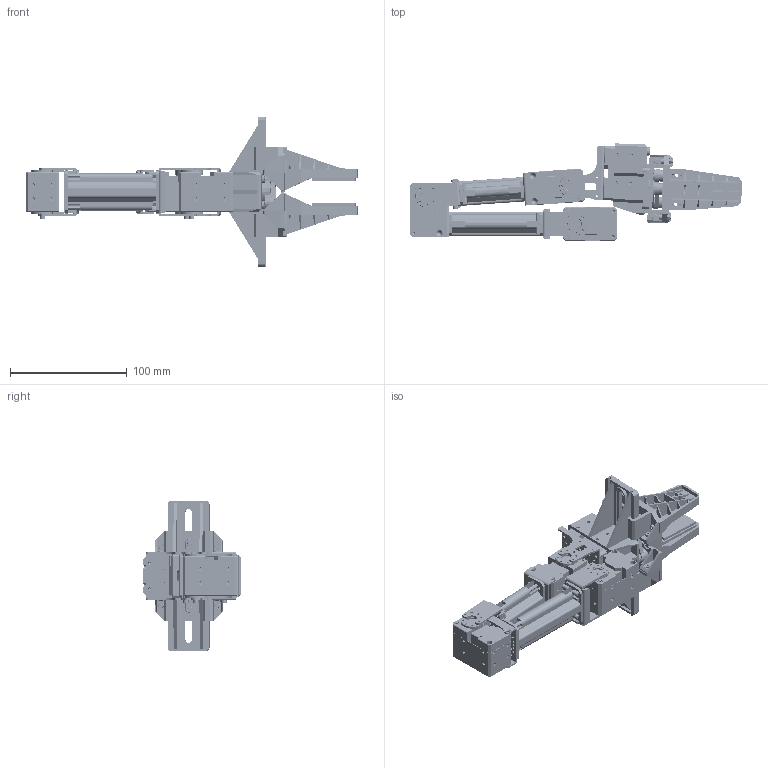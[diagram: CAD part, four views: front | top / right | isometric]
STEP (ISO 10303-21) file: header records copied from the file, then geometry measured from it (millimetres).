
FILE_DESCRIPTION(/* description */ (''),/* implementation_level */ '2;1');
FILE_NAME(/* name */ 'Garra.step',/* time_stamp */ '2022-12-14T19:31:45-03:00',/* author */ (''),/* organization */ (''),/* preprocessor_version */ 'ST-DEVELOPER v19.2',/* originating_system */ 'Autodesk Translation Framework v11.17.0.187',/* authorisation */ '');
FILE_SCHEMA (('AUTOMOTIVE_DESIGN { 1 0 10303 214 3 1 1 }'));
Products named in the file (25): rm-x52 (1); ILA-A01_OPEN; FR12_S101; ILA-A02_OPEN; FR12_H104; IRB-A01_OPEN; IRB-A02_OPEN; ICA-A01_OPEN; FR12_H101; FR12_S102; DC12_W-IDLE_ALT1; DC12_STD; IBL-A01_OPEN; ILR-A01_OPEN; PR33_IFB-A01; IGP-A01_OPEN; WBH_M2_5X10; WBH_M2_5X5; WBH_M3X10; WBH_M2X4; PR33_SPD-A01; WBH_M2_5X8; NUT2_M2_5; NUT2_M3; DC12_A01_SPACER_RING
Assembly tree (68 placements, depth 2):
  rm-x52 (1)
    DC12_W-IDLE_ALT1  x3
    FR12_H101  x2
    ILA-A01_OPEN
    FR12_S101
    ILA-A02_OPEN
    FR12_H104
    IRB-A01_OPEN
    IRB-A02_OPEN
    ICA-A01_OPEN
    IBL-A01_OPEN  x2
    ILR-A01_OPEN  x2
    PR33_IFB-A01  x4
    IGP-A01_OPEN  x2
    WBH_M3X10  x4
    WBH_M2_5X10  x4
    WBH_M2_5X5  x6
    WBH_M2_5X8  x8
    WBH_M2X4  x4
    PR33_SPD-A01  x2
    NUT2_M2_5  x8
    NUT2_M3  x4
    DC12_A01_SPACER_RING  x4
    FR12_S102
    DC12_STD
Bounding box: 284.77 x 83.4 x 128.6 mm (x, y, z)
Volume: 315273.3 mm3; surface area: 201057.2 mm2
Topology: 63 solids, 305 shells, 4153 faces, 10334 edges, 6836 vertices
Faces by surface type: plane 2571, cylinder 1159, cone 423
Full cylindrical faces by diameter (mm): 1.567 x4, 1.6 x60, 1.9 x8, 2 x170, 2.05 x148, 2.2 x8, 2.5 x194, 2.6 x48, 2.7 x28, 2.8 x10, 3 x8, 3.2 x4, 3.4 x4, 3.8 x4, 3.9 x2, 4 x4, 4.5 x40, 4.75 x4, 4.8 x34, 5.2 x6, 5.5 x12, 7.2 x2, 8 x9, 8.1 x1, 8.2 x2, 9.5 x11, 10 x4, 12 x4, 12.2 x3, 19.5 x7
Entity records: 79526 total; most frequent: CARTESIAN_POINT 18687, DIRECTION 12507, ORIENTED_EDGE 11830, EDGE_CURVE 6075, AXIS2_PLACEMENT_3D 4200, LINE 4107, VECTOR 4107, VERTEX_POINT 4024
